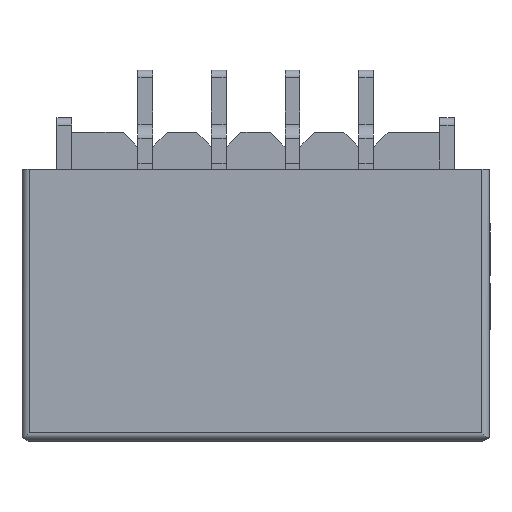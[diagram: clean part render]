
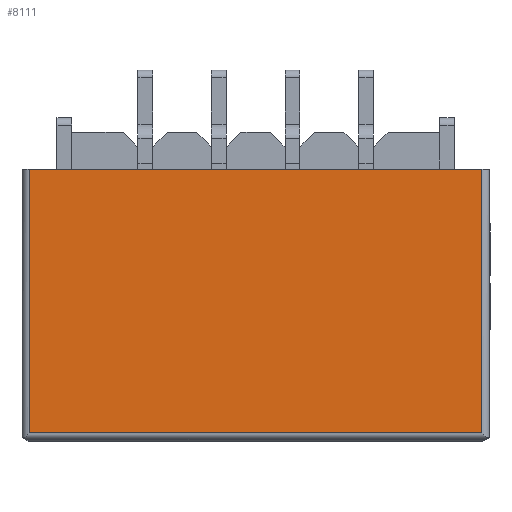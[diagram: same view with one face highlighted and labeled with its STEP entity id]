
A CAD part, top view. The second image highlights one B-rep face of the part: STEP entity #8111.
In plain terms, the highlighted planar face has unit normal (0, 0, 1).
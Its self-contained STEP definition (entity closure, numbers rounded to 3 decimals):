
#8111 = ADVANCED_FACE('',(#8112),#8146,.F.);
#8112 = FACE_BOUND('',#8113,.T.);
#8113 = EDGE_LOOP('',(#8114,#8124,#8132,#8140));
#8114 = ORIENTED_EDGE('',*,*,#8115,.T.);
#8115 = EDGE_CURVE('',#8116,#8118,#8120,.T.);
#8116 = VERTEX_POINT('',#8117);
#8117 = CARTESIAN_POINT('',(-3.08,-2.834,
    3.15));
#8118 = VERTEX_POINT('',#8119);
#8119 = CARTESIAN_POINT('',(3.07,-2.834,3.15
    ));
#8120 = LINE('',#8121,#8122);
#8121 = CARTESIAN_POINT('',(3.17,-2.834,3.15
    ));
#8122 = VECTOR('',#8123,1.);
#8123 = DIRECTION('',(1.,0.,0.));
#8124 = ORIENTED_EDGE('',*,*,#8125,.T.);
#8125 = EDGE_CURVE('',#8118,#8126,#8128,.T.);
#8126 = VERTEX_POINT('',#8127);
#8127 = CARTESIAN_POINT('',(3.07,0.751,3.15
    ));
#8128 = LINE('',#8129,#8130);
#8129 = CARTESIAN_POINT('',(3.07,0.751,3.15
    ));
#8130 = VECTOR('',#8131,1.);
#8131 = DIRECTION('',(0.,1.,0.));
#8132 = ORIENTED_EDGE('',*,*,#8133,.F.);
#8133 = EDGE_CURVE('',#8134,#8126,#8136,.T.);
#8134 = VERTEX_POINT('',#8135);
#8135 = CARTESIAN_POINT('',(-3.08,0.751,
    3.15));
#8136 = LINE('',#8137,#8138);
#8137 = CARTESIAN_POINT('',(-0.005,0.751,
    3.15));
#8138 = VECTOR('',#8139,1.);
#8139 = DIRECTION('',(1.,0.,0.));
#8140 = ORIENTED_EDGE('',*,*,#8141,.T.);
#8141 = EDGE_CURVE('',#8134,#8116,#8142,.T.);
#8142 = LINE('',#8143,#8144);
#8143 = CARTESIAN_POINT('',(-3.08,-2.891,
    3.15));
#8144 = VECTOR('',#8145,1.);
#8145 = DIRECTION('',(0.,-1.,0.));
#8146 = PLANE('',#8147);
#8147 = AXIS2_PLACEMENT_3D('',#8148,#8149,#8150);
#8148 = CARTESIAN_POINT('',(-0.005,-0.849,
    3.15));
#8149 = DIRECTION('',(0.,0.,-1.));
#8150 = DIRECTION('',(-1.,0.,0.));
